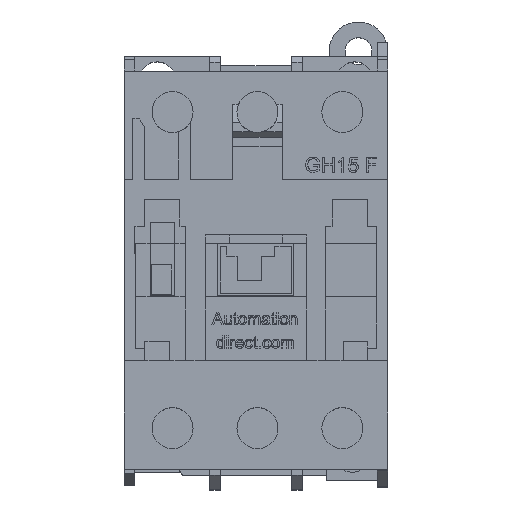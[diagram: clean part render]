
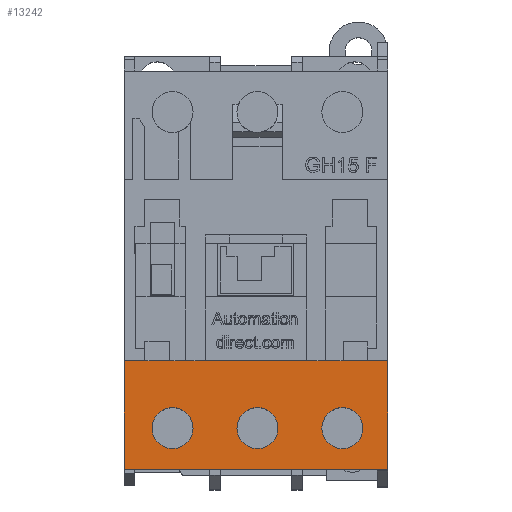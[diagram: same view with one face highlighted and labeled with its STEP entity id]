
A CAD part, top view. The second image highlights one B-rep face of the part: STEP entity #13242.
In plain terms, the highlighted planar face has unit normal (0, 0, 1).
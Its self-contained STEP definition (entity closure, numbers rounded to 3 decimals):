
#1009 = DIRECTION ( 'NONE',  ( 1., 0., 0. ) ) ;
#1010 = DIRECTION ( 'NONE',  ( 0., 0., 1. ) ) ;
#1011 = CARTESIAN_POINT ( 'NONE',  ( -22.5, -34., 83.25 ) ) ;
#1012 = AXIS2_PLACEMENT_3D ( 'NONE', #1011, #1010, #1009 ) ;
#1013 = PLANE ( 'NONE',  #1012 ) ;
#1029 = FACE_BOUND ( 'NONE', #13876, .T. ) ;
#1030 = FACE_BOUND ( 'NONE', #13571, .T. ) ;
#1031 = FACE_OUTER_BOUND ( 'NONE', #13822, .T. ) ;
#1032 = FACE_BOUND ( 'NONE', #13236, .T. ) ;
#1816 = DIRECTION ( 'NONE',  ( 1., 0., 0. ) ) ;
#1817 = VECTOR ( 'NONE', #1816, 1000. ) ;
#1818 = CARTESIAN_POINT ( 'NONE',  ( 22.5, -15.5, 83.25 ) ) ;
#1819 = LINE ( 'NONE', #1818, #1817 ) ;
#1829 = DIRECTION ( 'NONE',  ( 1., 0., 0. ) ) ;
#1830 = DIRECTION ( 'NONE',  ( 0., 0., -1. ) ) ;
#1831 = CARTESIAN_POINT ( 'NONE',  ( 0.25, -27., 83.25 ) ) ;
#1832 = AXIS2_PLACEMENT_3D ( 'NONE', #1831, #1830, #1829 ) ;
#1833 = CIRCLE ( 'NONE', #1832, 3.5 ) ;
#1959 = DIRECTION ( 'NONE',  ( 0., 1., 0. ) ) ;
#1960 = VECTOR ( 'NONE', #1959, 1000. ) ;
#1961 = CARTESIAN_POINT ( 'NONE',  ( 22.5, 34., 83.25 ) ) ;
#1962 = LINE ( 'NONE', #1961, #1960 ) ;
#1965 = DIRECTION ( 'NONE',  ( 0., -1., 0. ) ) ;
#1966 = VECTOR ( 'NONE', #1965, 1000. ) ;
#1967 = CARTESIAN_POINT ( 'NONE',  ( -22.5, 34., 83.25 ) ) ;
#1968 = LINE ( 'NONE', #1967, #1966 ) ;
#1973 = CARTESIAN_POINT ( 'NONE',  ( 22.5, -15.5, 83.25 ) ) ;
#1974 = CARTESIAN_POINT ( 'NONE',  ( -22.5, -15.5, 83.25 ) ) ;
#2131 = DIRECTION ( 'NONE',  ( 1., 0., 0. ) ) ;
#2132 = DIRECTION ( 'NONE',  ( 0., 0., -1. ) ) ;
#2133 = CARTESIAN_POINT ( 'NONE',  ( 14.75, -27., 83.25 ) ) ;
#2134 = AXIS2_PLACEMENT_3D ( 'NONE', #2133, #2132, #2131 ) ;
#2135 = CIRCLE ( 'NONE', #2134, 3.5 ) ;
#2145 = DIRECTION ( 'NONE',  ( 1., 0., 0. ) ) ;
#2146 = DIRECTION ( 'NONE',  ( 0., 0., -1. ) ) ;
#2147 = CARTESIAN_POINT ( 'NONE',  ( -14.25, -27., 83.25 ) ) ;
#2148 = AXIS2_PLACEMENT_3D ( 'NONE', #2147, #2146, #2145 ) ;
#2149 = CIRCLE ( 'NONE', #2148, 3.5 ) ;
#3184 = CARTESIAN_POINT ( 'NONE',  ( -22.5, -34., 83.25 ) ) ;
#3343 = CARTESIAN_POINT ( 'NONE',  ( 22.5, -34., 83.25 ) ) ;
#3690 = DIRECTION ( 'NONE',  ( 1., 0., 0. ) ) ;
#3691 = VECTOR ( 'NONE', #3690, 1000. ) ;
#3692 = CARTESIAN_POINT ( 'NONE',  ( -22.5, -34., 83.25 ) ) ;
#3693 = LINE ( 'NONE', #3692, #3691 ) ;
#9828 = AXIS2_PLACEMENT_3D ( 'NONE', #9878, #9945, #9944 ) ;
#9878 = CARTESIAN_POINT ( 'NONE',  ( 0.25, -27., 83.25 ) ) ;
#9879 = CIRCLE ( 'NONE', #9828, 3.5 ) ;
#9944 = DIRECTION ( 'NONE',  ( 1., 0., 0. ) ) ;
#9945 = DIRECTION ( 'NONE',  ( 0., 0., -1. ) ) ;
#10130 = CARTESIAN_POINT ( 'NONE',  ( -3.25, -27., 83.25 ) ) ;
#10131 = CARTESIAN_POINT ( 'NONE',  ( 3.75, -27., 83.25 ) ) ;
#10463 = CARTESIAN_POINT ( 'NONE',  ( -17.75, -27., 83.25 ) ) ;
#10464 = CARTESIAN_POINT ( 'NONE',  ( -10.75, -27., 83.25 ) ) ;
#10465 = DIRECTION ( 'NONE',  ( 1., 0., 0. ) ) ;
#10466 = DIRECTION ( 'NONE',  ( 0., 0., -1. ) ) ;
#10467 = CARTESIAN_POINT ( 'NONE',  ( -14.25, -27., 83.25 ) ) ;
#10488 = AXIS2_PLACEMENT_3D ( 'NONE', #10467, #10466, #10465 ) ;
#10489 = CIRCLE ( 'NONE', #10488, 3.5 ) ;
#10601 = CARTESIAN_POINT ( 'NONE',  ( 11.25, -27., 83.25 ) ) ;
#10630 = DIRECTION ( 'NONE',  ( 1., 0., 0. ) ) ;
#10631 = DIRECTION ( 'NONE',  ( 0., 0., -1. ) ) ;
#10632 = AXIS2_PLACEMENT_3D ( 'NONE', #10633, #10631, #10630 ) ;
#10633 = CARTESIAN_POINT ( 'NONE',  ( 14.75, -27., 83.25 ) ) ;
#10634 = CIRCLE ( 'NONE', #10632, 3.5 ) ;
#10635 = CARTESIAN_POINT ( 'NONE',  ( 18.25, -27., 83.25 ) ) ;
#13236 = EDGE_LOOP ( 'NONE', ( #13244, #13820 ) ) ;
#13242 = ADVANCED_FACE ( 'NONE', ( #1032, #1031, #1030, #1029 ), #1013, .T. ) ;
#13244 = ORIENTED_EDGE ( 'NONE', *, *, #13817, .T. ) ;
#13571 = EDGE_LOOP ( 'NONE', ( #13870, #13875 ) ) ;
#13817 = EDGE_CURVE ( 'NONE', #15766, #15765, #1833, .T. ) ;
#13820 = ORIENTED_EDGE ( 'NONE', *, *, #15764, .T. ) ;
#13822 = EDGE_LOOP ( 'NONE', ( #13824, #13831, #13835, #13837 ) ) ;
#13824 = ORIENTED_EDGE ( 'NONE', *, *, #13826, .F. ) ;
#13826 = EDGE_CURVE ( 'NONE', #13828, #13829, #1819, .T. ) ;
#13828 = VERTEX_POINT ( 'NONE', #1974 ) ;
#13829 = VERTEX_POINT ( 'NONE', #1973 ) ;
#13831 = ORIENTED_EDGE ( 'NONE', *, *, #13833, .T. ) ;
#13833 = EDGE_CURVE ( 'NONE', #13828, #14250, #1968, .T. ) ;
#13835 = ORIENTED_EDGE ( 'NONE', *, *, #14442, .T. ) ;
#13837 = ORIENTED_EDGE ( 'NONE', *, *, #13839, .T. ) ;
#13839 = EDGE_CURVE ( 'NONE', #14234, #13829, #1962, .T. ) ;
#13870 = ORIENTED_EDGE ( 'NONE', *, *, #13872, .T. ) ;
#13872 = EDGE_CURVE ( 'NONE', #15826, #15825, #2149, .T. ) ;
#13875 = ORIENTED_EDGE ( 'NONE', *, *, #15824, .T. ) ;
#13876 = EDGE_LOOP ( 'NONE', ( #13878, #13882 ) ) ;
#13878 = ORIENTED_EDGE ( 'NONE', *, *, #13880, .T. ) ;
#13880 = EDGE_CURVE ( 'NONE', #15867, #15897, #2135, .T. ) ;
#13882 = ORIENTED_EDGE ( 'NONE', *, *, #15896, .T. ) ;
#14234 = VERTEX_POINT ( 'NONE', #3343 ) ;
#14250 = VERTEX_POINT ( 'NONE', #3184 ) ;
#14442 = EDGE_CURVE ( 'NONE', #14250, #14234, #3693, .T. ) ;
#15764 = EDGE_CURVE ( 'NONE', #15765, #15766, #9879, .T. ) ;
#15765 = VERTEX_POINT ( 'NONE', #10131 ) ;
#15766 = VERTEX_POINT ( 'NONE', #10130 ) ;
#15824 = EDGE_CURVE ( 'NONE', #15825, #15826, #10489, .T. ) ;
#15825 = VERTEX_POINT ( 'NONE', #10464 ) ;
#15826 = VERTEX_POINT ( 'NONE', #10463 ) ;
#15867 = VERTEX_POINT ( 'NONE', #10601 ) ;
#15896 = EDGE_CURVE ( 'NONE', #15897, #15867, #10634, .T. ) ;
#15897 = VERTEX_POINT ( 'NONE', #10635 ) ;
